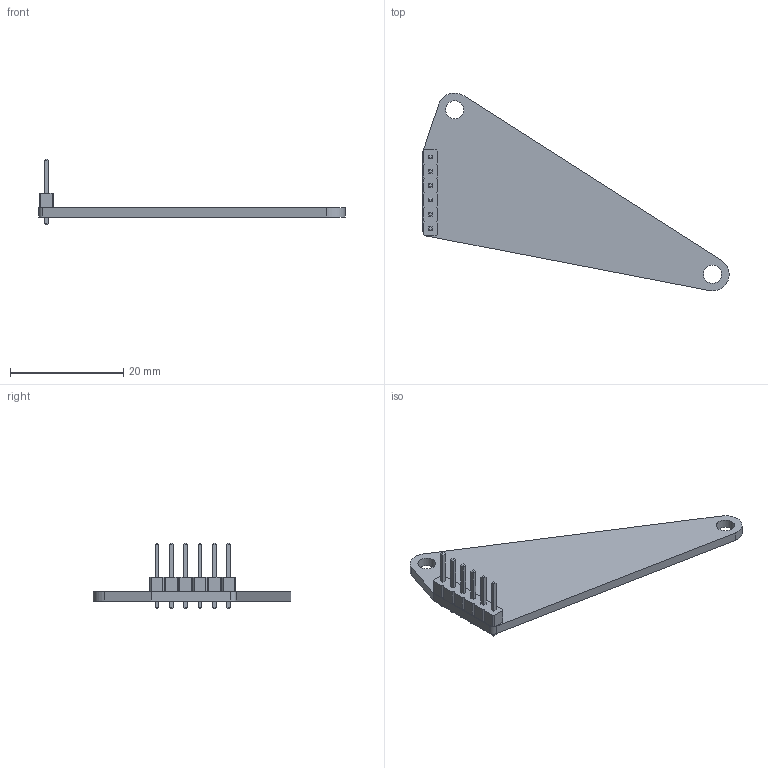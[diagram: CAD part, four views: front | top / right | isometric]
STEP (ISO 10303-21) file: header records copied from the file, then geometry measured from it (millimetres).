
FILE_DESCRIPTION(('KiCad electronic assembly'),'2;1');
FILE_NAME('SB_PCB.step','2022-09-01T11:46:15',('Pcbnew'),('Kicad'), 'Open CASCADE STEP processor 7.6','KiCad to STEP converter','Unknown' );
FILE_SCHEMA(('AUTOMOTIVE_DESIGN { 1 0 10303 214 1 1 1 1 }'));
Length unit declared in the file: millimetre
Products named in the file (4): SB_PCB 1; PinHeader_1x06_P2.54mm_Vertical; SOLID; SB_PCB PCB
Assembly tree (3 placements, depth 3):
  SB_PCB 1
    PinHeader_1x06_P2.54mm_Vertical
      SOLID
    SB_PCB PCB
Bounding box: 54.15 x 34.97 x 11.54 mm (x, y, z)
Volume: 1519.8 mm3; surface area: 2347.3 mm2
Topology: 2 solids, 2 shells, 165 faces, 399 edges, 250 vertices
Faces by surface type: bspline 148, cylinder 11, plane 6
Full cylindrical faces by diameter (mm): 1 x6, 3.2 x2
Entity records: 10014 total; most frequent: CARTESIAN_POINT 3254, B_SPLINE_CURVE_WITH_KNOTS 1062, ORIENTED_EDGE 798, PCURVE 798, DEFINITIONAL_REPRESENTATION 798, EDGE_CURVE 399, SURFACE_CURVE 391, VERTEX_POINT 250
